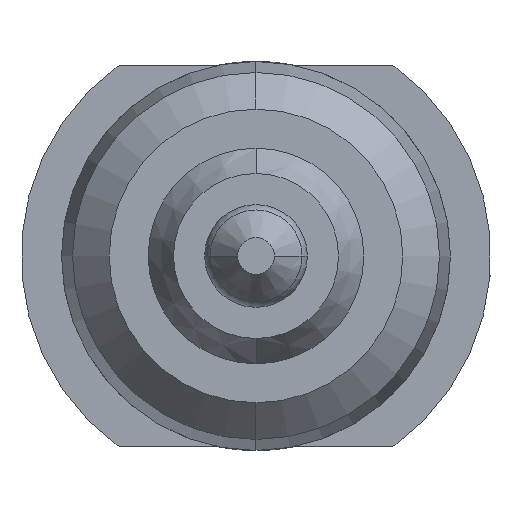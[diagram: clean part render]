
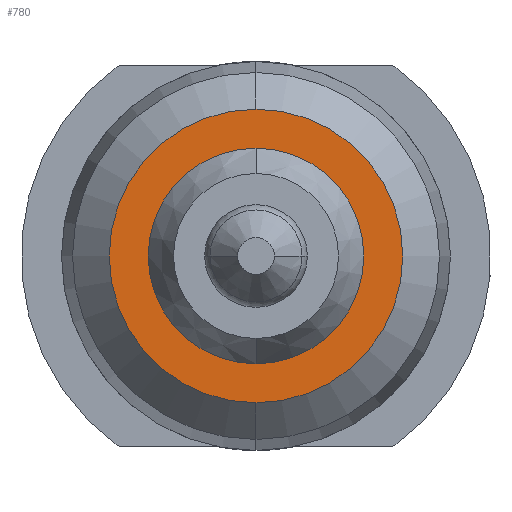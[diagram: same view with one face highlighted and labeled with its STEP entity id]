
A CAD part, front view. The second image highlights one B-rep face of the part: STEP entity #780.
In plain terms, the highlighted planar face has unit normal (0, -1, 0).
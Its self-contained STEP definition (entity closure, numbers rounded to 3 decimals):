
#41 = DIRECTION ( 'NONE',  ( -1., 0., 0. ) ) ;
#465 = CIRCLE ( 'NONE', #2806, 1. ) ;
#569 = DIRECTION ( 'NONE',  ( 0., 0., -1. ) ) ;
#636 = EDGE_CURVE ( 'Defeature ausgef�hrt1_13+Defeature ausgef�hrt1_2+Defeature ausgef�hrt1_2+Defeature ausgef�hrt1_2', #5684, #2613, #2466, .T. ) ;
#702 = FACE_BOUND ( 'NONE', #2909, .T. ) ;
#780 = ADVANCED_FACE ( 'Defeature ausgef�hrt1_2', ( #702, #1528 ), #4500, .F. ) ;
#935 = EDGE_LOOP ( 'NONE', ( #5044, #3839 ) ) ;
#1009 = CARTESIAN_POINT ( 'NONE',  ( 0., -28., 0. ) ) ;
#1416 = DIRECTION ( 'NONE',  ( 0., -1., 0. ) ) ;
#1528 = FACE_OUTER_BOUND ( 'NONE', #935, .T. ) ;
#1796 = DIRECTION ( 'NONE',  ( 0., -1., 0. ) ) ;
#1873 = VERTEX_POINT ( 'NONE', #4031 ) ;
#1881 = DIRECTION ( 'NONE',  ( 0., 0., -1. ) ) ;
#1884 = VERTEX_POINT ( 'NONE', #3142 ) ;
#1955 = CIRCLE ( 'NONE', #3678, 0.735 ) ;
#2205 = DIRECTION ( 'NONE',  ( -1., 0., 0. ) ) ;
#2466 = CIRCLE ( 'NONE', #5616, 1. ) ;
#2558 = DIRECTION ( 'NONE',  ( 0., 0., -1. ) ) ;
#2613 = VERTEX_POINT ( 'NONE', #4668 ) ;
#2713 = CARTESIAN_POINT ( 'NONE',  ( 0., -28., 0. ) ) ;
#2806 = AXIS2_PLACEMENT_3D ( 'NONE', #1009, #5420, #569 ) ;
#2909 = EDGE_LOOP ( 'NONE', ( #4419, #5255 ) ) ;
#3142 = CARTESIAN_POINT ( 'NONE',  ( 0., -28., 0.735 ) ) ;
#3391 = DIRECTION ( 'NONE',  ( 0., 1., 0. ) ) ;
#3588 = CIRCLE ( 'NONE', #5381, 0.735 ) ;
#3678 = AXIS2_PLACEMENT_3D ( 'NONE', #4723, #1796, #2205 ) ;
#3839 = ORIENTED_EDGE ( 'NONE', *, *, #4986, .F. ) ;
#3981 = AXIS2_PLACEMENT_3D ( 'NONE', #4478, #4892, #1881 ) ;
#4031 = CARTESIAN_POINT ( 'NONE',  ( 0., -28., -0.735 ) ) ;
#4269 = EDGE_CURVE ( 'Defeature ausgef�hrt1_50+Defeature ausgef�hrt1_2+Defeature ausgef�hrt1_2+Defeature ausgef�hrt1_2', #1873, #1884, #3588, .T. ) ;
#4334 = CARTESIAN_POINT ( 'NONE',  ( 0., -28., 0. ) ) ;
#4419 = ORIENTED_EDGE ( 'NONE', *, *, #4783, .F. ) ;
#4478 = CARTESIAN_POINT ( 'NONE',  ( -1., -28., 0. ) ) ;
#4500 = PLANE ( 'NONE',  #3981 ) ;
#4600 = CARTESIAN_POINT ( 'NONE',  ( 0., -28., -1. ) ) ;
#4668 = CARTESIAN_POINT ( 'NONE',  ( 0., -28., 1. ) ) ;
#4723 = CARTESIAN_POINT ( 'NONE',  ( 0., -28., 0. ) ) ;
#4783 = EDGE_CURVE ( 'Defeature ausgef�hrt1_50+Defeature ausgef�hrt1_2+Defeature ausgef�hrt1_2+Defeature ausgef�hrt1_2', #1884, #1873, #1955, .T. ) ;
#4892 = DIRECTION ( 'NONE',  ( 0., 1., 0. ) ) ;
#4986 = EDGE_CURVE ( 'Defeature ausgef�hrt1_13+Defeature ausgef�hrt1_2+Defeature ausgef�hrt1_2+Defeature ausgef�hrt1_2', #2613, #5684, #465, .T. ) ;
#5044 = ORIENTED_EDGE ( 'NONE', *, *, #636, .F. ) ;
#5255 = ORIENTED_EDGE ( 'NONE', *, *, #4269, .F. ) ;
#5381 = AXIS2_PLACEMENT_3D ( 'NONE', #2713, #1416, #41 ) ;
#5420 = DIRECTION ( 'NONE',  ( 0., 1., 0. ) ) ;
#5616 = AXIS2_PLACEMENT_3D ( 'NONE', #4334, #3391, #2558 ) ;
#5684 = VERTEX_POINT ( 'NONE', #4600 ) ;
